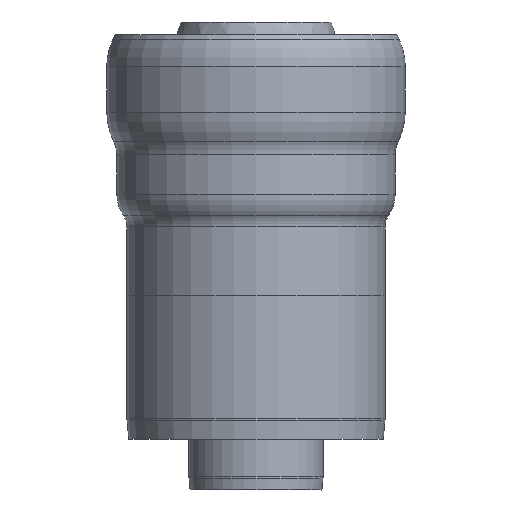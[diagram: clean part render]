
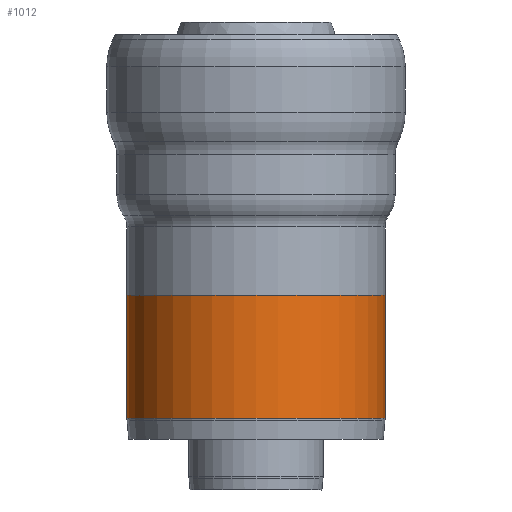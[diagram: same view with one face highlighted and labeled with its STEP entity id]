
A CAD part, front view. The second image highlights one B-rep face of the part: STEP entity #1012.
In plain terms, the highlighted cylindrical face has radius 510 mm (diameter 1020 mm), a full revolution.
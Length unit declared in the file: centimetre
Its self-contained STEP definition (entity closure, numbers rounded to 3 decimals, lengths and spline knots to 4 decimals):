
#72=LINE('',#1730,#120);
#120=VECTOR('',#1374,51.);
#166=CYLINDRICAL_SURFACE('',#1127,51.);
#195=FACE_OUTER_BOUND('',#259,.T.);
#259=EDGE_LOOP('',(#770,#771,#772,#773,#774));
#346=CIRCLE('',#1124,51.);
#347=CIRCLE('',#1125,51.);
#349=CIRCLE('',#1128,51.);
#444=VERTEX_POINT('',#1722);
#445=VERTEX_POINT('',#1724);
#446=VERTEX_POINT('',#1729);
#561=EDGE_CURVE('',#444,#445,#346,.T.);
#562=EDGE_CURVE('',#445,#444,#347,.T.);
#564=EDGE_CURVE('',#445,#446,#72,.T.);
#565=EDGE_CURVE('',#446,#446,#349,.T.);
#770=ORIENTED_EDGE('',*,*,#561,.F.);
#771=ORIENTED_EDGE('',*,*,#562,.F.);
#772=ORIENTED_EDGE('',*,*,#564,.T.);
#773=ORIENTED_EDGE('',*,*,#565,.F.);
#774=ORIENTED_EDGE('',*,*,#564,.F.);
#1012=ADVANCED_FACE('',(#195),#166,.T.);
#1124=AXIS2_PLACEMENT_3D('',#1725,#1366,#1367);
#1125=AXIS2_PLACEMENT_3D('',#1726,#1368,#1369);
#1127=AXIS2_PLACEMENT_3D('',#1728,#1372,#1373);
#1128=AXIS2_PLACEMENT_3D('',#1731,#1375,#1376);
#1366=DIRECTION('center_axis',(0.,0.,
-1.));
#1367=DIRECTION('ref_axis',(1.,0.,0.));
#1368=DIRECTION('center_axis',(0.,0.,
-1.));
#1369=DIRECTION('ref_axis',(1.,0.,0.));
#1372=DIRECTION('center_axis',(0.,0.,
-1.));
#1373=DIRECTION('ref_axis',(-1.,0.,0.));
#1374=DIRECTION('',(0.,0.,1.));
#1375=DIRECTION('center_axis',(0.,0.,1.));
#1376=DIRECTION('ref_axis',(-1.,0.,0.));
#1722=CARTESIAN_POINT('',(601.6926,205.1403,-61.5234));
#1724=CARTESIAN_POINT('',(652.6926,256.1403,-61.5234));
#1725=CARTESIAN_POINT('Origin',(601.6926,256.1403,-61.5234));
#1726=CARTESIAN_POINT('Origin',(601.6926,256.1403,-61.5234));
#1728=CARTESIAN_POINT('Origin',(601.6926,256.1403,-75.4333));
#1729=CARTESIAN_POINT('',(652.6926,256.1403,-12.8727));
#1730=CARTESIAN_POINT('',(652.6926,256.1403,-75.4333));
#1731=CARTESIAN_POINT('Origin',(601.6926,256.1403,-12.8727));
